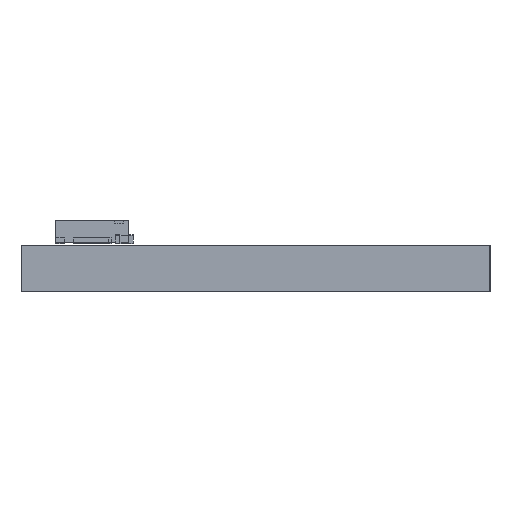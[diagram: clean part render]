
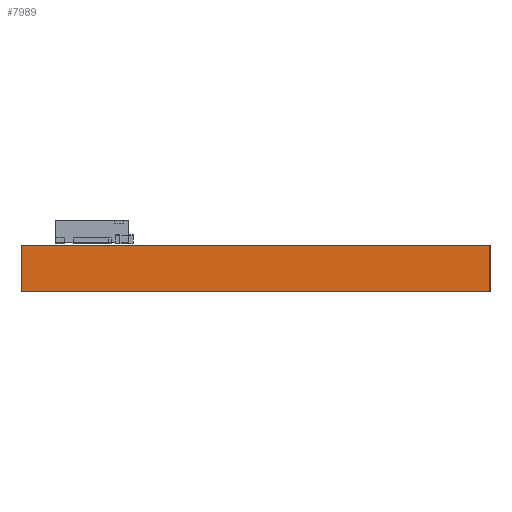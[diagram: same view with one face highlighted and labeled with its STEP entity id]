
A CAD part, left-side view. The second image highlights one B-rep face of the part: STEP entity #7989.
In plain terms, the highlighted planar face has unit normal (-1, 0, 0).
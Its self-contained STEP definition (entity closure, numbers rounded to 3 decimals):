
#7884 = PLANE('',#7885);
#7885 = AXIS2_PLACEMENT_3D('',#7886,#7887,#7888);
#7886 = CARTESIAN_POINT('',(83.5,-8.,0.));
#7887 = DIRECTION('',(0.,-1.,0.));
#7888 = DIRECTION('',(-1.,0.,0.));
#7909 = VERTEX_POINT('',#7910);
#7910 = CARTESIAN_POINT('',(-83.5,-8.,1.586));
#7924 = PLANE('',#7925);
#7925 = AXIS2_PLACEMENT_3D('',#7926,#7927,#7928);
#7926 = CARTESIAN_POINT('',(0.,0.,1.586));
#7927 = DIRECTION('',(-0.,-0.,-1.));
#7928 = DIRECTION('',(-1.,0.,0.));
#7936 = EDGE_CURVE('',#7937,#7909,#7939,.T.);
#7937 = VERTEX_POINT('',#7938);
#7938 = CARTESIAN_POINT('',(-83.5,-8.,0.));
#7939 = SURFACE_CURVE('',#7940,(#7944,#7951),.PCURVE_S1.);
#7940 = LINE('',#7941,#7942);
#7941 = CARTESIAN_POINT('',(-83.5,-8.,0.));
#7942 = VECTOR('',#7943,1.);
#7943 = DIRECTION('',(0.,0.,1.));
#7944 = PCURVE('',#7884,#7945);
#7945 = DEFINITIONAL_REPRESENTATION('',(#7946),#7950);
#7946 = LINE('',#7947,#7948);
#7947 = CARTESIAN_POINT('',(167.,0.));
#7948 = VECTOR('',#7949,1.);
#7949 = DIRECTION('',(0.,-1.));
#7950 = ( GEOMETRIC_REPRESENTATION_CONTEXT(2) 
PARAMETRIC_REPRESENTATION_CONTEXT() REPRESENTATION_CONTEXT('2D SPACE',''
  ) );
#7951 = PCURVE('',#7952,#7957);
#7952 = PLANE('',#7953);
#7953 = AXIS2_PLACEMENT_3D('',#7954,#7955,#7956);
#7954 = CARTESIAN_POINT('',(-83.5,-8.,0.));
#7955 = DIRECTION('',(-1.,0.,0.));
#7956 = DIRECTION('',(0.,1.,0.));
#7957 = DEFINITIONAL_REPRESENTATION('',(#7958),#7962);
#7958 = LINE('',#7959,#7960);
#7959 = CARTESIAN_POINT('',(0.,0.));
#7960 = VECTOR('',#7961,1.);
#7961 = DIRECTION('',(0.,-1.));
#7962 = ( GEOMETRIC_REPRESENTATION_CONTEXT(2) 
PARAMETRIC_REPRESENTATION_CONTEXT() REPRESENTATION_CONTEXT('2D SPACE',''
  ) );
#7978 = PLANE('',#7979);
#7979 = AXIS2_PLACEMENT_3D('',#7980,#7981,#7982);
#7980 = CARTESIAN_POINT('',(0.,0.,0.));
#7981 = DIRECTION('',(-0.,-0.,-1.));
#7982 = DIRECTION('',(-1.,0.,0.));
#7989 = ADVANCED_FACE('',(#7990),#7952,.T.);
#7990 = FACE_BOUND('',#7991,.T.);
#7991 = EDGE_LOOP('',(#7992,#7993,#8016,#8044));
#7992 = ORIENTED_EDGE('',*,*,#7936,.T.);
#7993 = ORIENTED_EDGE('',*,*,#7994,.T.);
#7994 = EDGE_CURVE('',#7909,#7995,#7997,.T.);
#7995 = VERTEX_POINT('',#7996);
#7996 = CARTESIAN_POINT('',(-83.5,8.,1.586));
#7997 = SURFACE_CURVE('',#7998,(#8002,#8009),.PCURVE_S1.);
#7998 = LINE('',#7999,#8000);
#7999 = CARTESIAN_POINT('',(-83.5,-8.,1.586));
#8000 = VECTOR('',#8001,1.);
#8001 = DIRECTION('',(0.,1.,0.));
#8002 = PCURVE('',#7952,#8003);
#8003 = DEFINITIONAL_REPRESENTATION('',(#8004),#8008);
#8004 = LINE('',#8005,#8006);
#8005 = CARTESIAN_POINT('',(0.,-1.586));
#8006 = VECTOR('',#8007,1.);
#8007 = DIRECTION('',(1.,0.));
#8008 = ( GEOMETRIC_REPRESENTATION_CONTEXT(2) 
PARAMETRIC_REPRESENTATION_CONTEXT() REPRESENTATION_CONTEXT('2D SPACE',''
  ) );
#8009 = PCURVE('',#7924,#8010);
#8010 = DEFINITIONAL_REPRESENTATION('',(#8011),#8015);
#8011 = LINE('',#8012,#8013);
#8012 = CARTESIAN_POINT('',(83.5,-8.));
#8013 = VECTOR('',#8014,1.);
#8014 = DIRECTION('',(0.,1.));
#8015 = ( GEOMETRIC_REPRESENTATION_CONTEXT(2) 
PARAMETRIC_REPRESENTATION_CONTEXT() REPRESENTATION_CONTEXT('2D SPACE',''
  ) );
#8016 = ORIENTED_EDGE('',*,*,#8017,.F.);
#8017 = EDGE_CURVE('',#8018,#7995,#8020,.T.);
#8018 = VERTEX_POINT('',#8019);
#8019 = CARTESIAN_POINT('',(-83.5,8.,0.));
#8020 = SURFACE_CURVE('',#8021,(#8025,#8032),.PCURVE_S1.);
#8021 = LINE('',#8022,#8023);
#8022 = CARTESIAN_POINT('',(-83.5,8.,0.));
#8023 = VECTOR('',#8024,1.);
#8024 = DIRECTION('',(0.,0.,1.));
#8025 = PCURVE('',#7952,#8026);
#8026 = DEFINITIONAL_REPRESENTATION('',(#8027),#8031);
#8027 = LINE('',#8028,#8029);
#8028 = CARTESIAN_POINT('',(16.,0.));
#8029 = VECTOR('',#8030,1.);
#8030 = DIRECTION('',(0.,-1.));
#8031 = ( GEOMETRIC_REPRESENTATION_CONTEXT(2) 
PARAMETRIC_REPRESENTATION_CONTEXT() REPRESENTATION_CONTEXT('2D SPACE',''
  ) );
#8032 = PCURVE('',#8033,#8038);
#8033 = PLANE('',#8034);
#8034 = AXIS2_PLACEMENT_3D('',#8035,#8036,#8037);
#8035 = CARTESIAN_POINT('',(-83.5,8.,0.));
#8036 = DIRECTION('',(0.,1.,0.));
#8037 = DIRECTION('',(1.,0.,0.));
#8038 = DEFINITIONAL_REPRESENTATION('',(#8039),#8043);
#8039 = LINE('',#8040,#8041);
#8040 = CARTESIAN_POINT('',(0.,0.));
#8041 = VECTOR('',#8042,1.);
#8042 = DIRECTION('',(0.,-1.));
#8043 = ( GEOMETRIC_REPRESENTATION_CONTEXT(2) 
PARAMETRIC_REPRESENTATION_CONTEXT() REPRESENTATION_CONTEXT('2D SPACE',''
  ) );
#8044 = ORIENTED_EDGE('',*,*,#8045,.F.);
#8045 = EDGE_CURVE('',#7937,#8018,#8046,.T.);
#8046 = SURFACE_CURVE('',#8047,(#8051,#8058),.PCURVE_S1.);
#8047 = LINE('',#8048,#8049);
#8048 = CARTESIAN_POINT('',(-83.5,-8.,0.));
#8049 = VECTOR('',#8050,1.);
#8050 = DIRECTION('',(0.,1.,0.));
#8051 = PCURVE('',#7952,#8052);
#8052 = DEFINITIONAL_REPRESENTATION('',(#8053),#8057);
#8053 = LINE('',#8054,#8055);
#8054 = CARTESIAN_POINT('',(0.,0.));
#8055 = VECTOR('',#8056,1.);
#8056 = DIRECTION('',(1.,0.));
#8057 = ( GEOMETRIC_REPRESENTATION_CONTEXT(2) 
PARAMETRIC_REPRESENTATION_CONTEXT() REPRESENTATION_CONTEXT('2D SPACE',''
  ) );
#8058 = PCURVE('',#7978,#8059);
#8059 = DEFINITIONAL_REPRESENTATION('',(#8060),#8064);
#8060 = LINE('',#8061,#8062);
#8061 = CARTESIAN_POINT('',(83.5,-8.));
#8062 = VECTOR('',#8063,1.);
#8063 = DIRECTION('',(0.,1.));
#8064 = ( GEOMETRIC_REPRESENTATION_CONTEXT(2) 
PARAMETRIC_REPRESENTATION_CONTEXT() REPRESENTATION_CONTEXT('2D SPACE',''
  ) );
